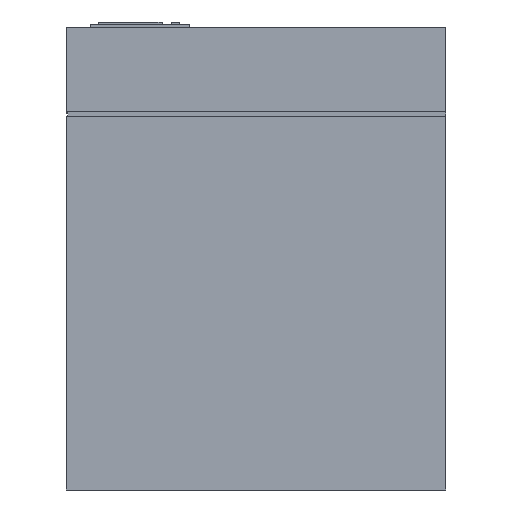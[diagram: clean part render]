
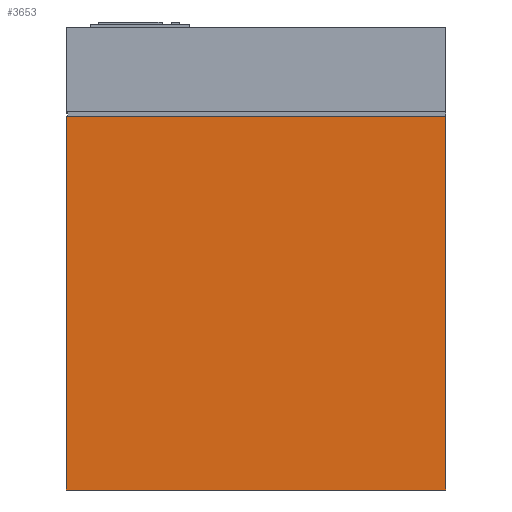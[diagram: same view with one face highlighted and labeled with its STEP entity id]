
A CAD part, left-side view. The second image highlights one B-rep face of the part: STEP entity #3653.
In plain terms, the highlighted planar face has unit normal (-1, 0, 0).
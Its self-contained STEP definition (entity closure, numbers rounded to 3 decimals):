
#509 = CARTESIAN_POINT ( 'NONE',  ( -95., 168.5, 411. ) ) ;
#583 = CARTESIAN_POINT ( 'NONE',  ( -95., -168.5, 411. ) ) ;
#665 = DIRECTION ( 'NONE',  ( 0., 0., -1. ) ) ;
#887 = EDGE_CURVE ( 'NONE', #1216, #4440, #2386, .T. ) ;
#978 = DIRECTION ( 'NONE',  ( 1., 0., 0. ) ) ;
#1216 = VERTEX_POINT ( 'NONE', #3166 ) ;
#1292 = DIRECTION ( 'NONE',  ( 0., 1., 0. ) ) ;
#1592 = VECTOR ( 'NONE', #3539, 1000. ) ;
#1653 = ORIENTED_EDGE ( 'NONE', *, *, #3602, .F. ) ;
#1894 = VERTEX_POINT ( 'NONE', #2343 ) ;
#2094 = DIRECTION ( 'NONE',  ( 0., 0., -1. ) ) ;
#2132 = ORIENTED_EDGE ( 'NONE', *, *, #887, .T. ) ;
#2216 = DIRECTION ( 'NONE',  ( 0., -1., 0. ) ) ;
#2339 = ORIENTED_EDGE ( 'NONE', *, *, #2405, .T. ) ;
#2343 = CARTESIAN_POINT ( 'NONE',  ( -95., -168.5, 0. ) ) ;
#2386 = LINE ( 'NONE', #509, #1592 ) ;
#2405 = EDGE_CURVE ( 'NONE', #2947, #1216, #4387, .T. ) ;
#2434 = LINE ( 'NONE', #4419, #3471 ) ;
#2460 = FACE_OUTER_BOUND ( 'NONE', #4148, .T. ) ;
#2641 = CARTESIAN_POINT ( 'NONE',  ( -95., -168.5, 332.047 ) ) ;
#2905 = PLANE ( 'NONE',  #3633 ) ;
#2939 = VECTOR ( 'NONE', #1292, 1000. ) ;
#2947 = VERTEX_POINT ( 'NONE', #2641 ) ;
#3165 = CARTESIAN_POINT ( 'NONE',  ( -95., 167.5, 332.047 ) ) ;
#3166 = CARTESIAN_POINT ( 'NONE',  ( -95., 168.5, 332.047 ) ) ;
#3298 = CARTESIAN_POINT ( 'NONE',  ( -95., -168.5, 0. ) ) ;
#3471 = VECTOR ( 'NONE', #2094, 1000. ) ;
#3539 = DIRECTION ( 'NONE',  ( 0., 0., -1. ) ) ;
#3602 = EDGE_CURVE ( 'NONE', #2947, #1894, #2434, .T. ) ;
#3604 = CARTESIAN_POINT ( 'NONE',  ( -95., 168.5, 0. ) ) ;
#3633 = AXIS2_PLACEMENT_3D ( 'NONE', #583, #978, #665 ) ;
#3653 = ADVANCED_FACE ( 'NONE', ( #2460 ), #2905, .F. ) ;
#3871 = VECTOR ( 'NONE', #2216, 1000. ) ;
#4011 = EDGE_CURVE ( 'NONE', #4440, #1894, #4409, .T. ) ;
#4148 = EDGE_LOOP ( 'NONE', ( #1653, #2339, #2132, #4607 ) ) ;
#4387 = LINE ( 'NONE', #3165, #2939 ) ;
#4409 = LINE ( 'NONE', #3298, #3871 ) ;
#4419 = CARTESIAN_POINT ( 'NONE',  ( -95., -168.5, 411. ) ) ;
#4440 = VERTEX_POINT ( 'NONE', #3604 ) ;
#4607 = ORIENTED_EDGE ( 'NONE', *, *, #4011, .T. ) ;
